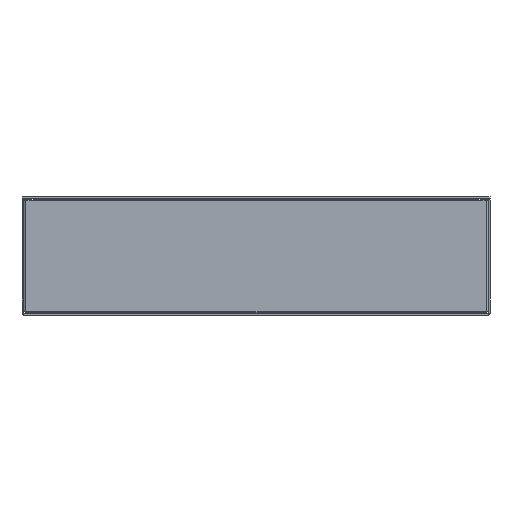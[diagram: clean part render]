
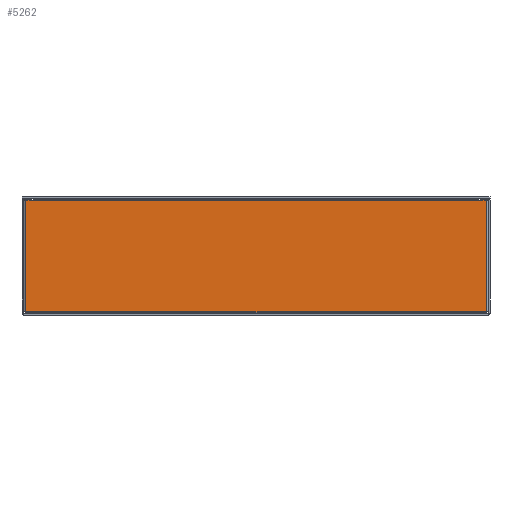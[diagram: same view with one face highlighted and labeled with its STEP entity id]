
A CAD part, front view. The second image highlights one B-rep face of the part: STEP entity #5262.
In plain terms, the highlighted planar face has unit normal (0, -1, 0).
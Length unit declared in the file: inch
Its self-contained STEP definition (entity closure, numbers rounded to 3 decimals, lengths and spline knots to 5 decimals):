
#57 = CARTESIAN_POINT ( 'NONE',  ( -11.807, -18., 0.188 ) ) ;
#211 = VECTOR ( 'NONE', #1047, 39.37008 ) ;
#235 = LINE ( 'NONE', #6562, #5958 ) ;
#418 = DIRECTION ( 'NONE',  ( 0., 0., -1. ) ) ;
#480 = VERTEX_POINT ( 'NONE', #945 ) ;
#592 = LINE ( 'NONE', #57, #3470 ) ;
#673 = DIRECTION ( 'NONE',  ( 1., 0., 0. ) ) ;
#945 = CARTESIAN_POINT ( 'NONE',  ( -11.415, -18., 5.892 ) ) ;
#1047 = DIRECTION ( 'NONE',  ( 0., 0., 1. ) ) ;
#1056 = PLANE ( 'NONE',  #6061 ) ;
#1325 = LINE ( 'NONE', #1819, #4502 ) ;
#1464 = VERTEX_POINT ( 'NONE', #3772 ) ;
#1667 = EDGE_CURVE ( 'NONE', #6528, #5634, #2599, .T. ) ;
#1697 = DIRECTION ( 'NONE',  ( 0., -1., 0. ) ) ;
#1819 = CARTESIAN_POINT ( 'NONE',  ( -11.807, -18., 5.892 ) ) ;
#1866 = ORIENTED_EDGE ( 'NONE', *, *, #5782, .T. ) ;
#1874 = CARTESIAN_POINT ( 'NONE',  ( 11.807, -18., 0.188 ) ) ;
#1957 = VECTOR ( 'NONE', #418, 39.37008 ) ;
#2082 = EDGE_LOOP ( 'NONE', ( #3040, #4934, #5761, #5934, #1866, #2701 ) ) ;
#2387 = DIRECTION ( 'NONE',  ( -1., 0., 0. ) ) ;
#2599 = LINE ( 'NONE', #6382, #1957 ) ;
#2632 = LINE ( 'NONE', #3735, #211 ) ;
#2701 = ORIENTED_EDGE ( 'NONE', *, *, #5691, .F. ) ;
#2751 = EDGE_CURVE ( 'NONE', #3071, #1464, #4355, .T. ) ;
#3040 = ORIENTED_EDGE ( 'NONE', *, *, #1667, .T. ) ;
#3071 = VERTEX_POINT ( 'NONE', #6673 ) ;
#3470 = VECTOR ( 'NONE', #5919, 39.37008 ) ;
#3735 = CARTESIAN_POINT ( 'NONE',  ( 11.807, -18., 0.188 ) ) ;
#3772 = CARTESIAN_POINT ( 'NONE',  ( 11.807, -18., 5.892 ) ) ;
#4355 = LINE ( 'NONE', #4527, #4817 ) ;
#4502 = VECTOR ( 'NONE', #6595, 39.37008 ) ;
#4527 = CARTESIAN_POINT ( 'NONE',  ( -11.807, -18., 5.892 ) ) ;
#4817 = VECTOR ( 'NONE', #6682, 39.37008 ) ;
#4934 = ORIENTED_EDGE ( 'NONE', *, *, #5659, .T. ) ;
#4953 = CARTESIAN_POINT ( 'NONE',  ( -11.807, -18., 0.188 ) ) ;
#5062 = VERTEX_POINT ( 'NONE', #1874 ) ;
#5262 = ADVANCED_FACE ( 'NONE', ( #5899 ), #1056, .T. ) ;
#5297 = CARTESIAN_POINT ( 'NONE',  ( -11.807, -18., 5.892 ) ) ;
#5634 = VERTEX_POINT ( 'NONE', #6459 ) ;
#5659 = EDGE_CURVE ( 'NONE', #5634, #5062, #592, .T. ) ;
#5691 = EDGE_CURVE ( 'NONE', #6528, #480, #1325, .T. ) ;
#5761 = ORIENTED_EDGE ( 'NONE', *, *, #6517, .T. ) ;
#5782 = EDGE_CURVE ( 'NONE', #3071, #480, #235, .T. ) ;
#5899 = FACE_OUTER_BOUND ( 'NONE', #2082, .T. ) ;
#5919 = DIRECTION ( 'NONE',  ( 1., 0., 0. ) ) ;
#5934 = ORIENTED_EDGE ( 'NONE', *, *, #2751, .F. ) ;
#5958 = VECTOR ( 'NONE', #2387, 39.37008 ) ;
#6061 = AXIS2_PLACEMENT_3D ( 'NONE', #4953, #1697, #673 ) ;
#6382 = CARTESIAN_POINT ( 'NONE',  ( -11.807, -18., 0.188 ) ) ;
#6459 = CARTESIAN_POINT ( 'NONE',  ( -11.807, -18., 0.188 ) ) ;
#6517 = EDGE_CURVE ( 'NONE', #5062, #1464, #2632, .T. ) ;
#6528 = VERTEX_POINT ( 'NONE', #5297 ) ;
#6562 = CARTESIAN_POINT ( 'NONE',  ( -11.807, -18., 5.892 ) ) ;
#6595 = DIRECTION ( 'NONE',  ( 1., 0., 0. ) ) ;
#6673 = CARTESIAN_POINT ( 'NONE',  ( 11.415, -18., 5.892 ) ) ;
#6682 = DIRECTION ( 'NONE',  ( 1., 0., 0. ) ) ;
